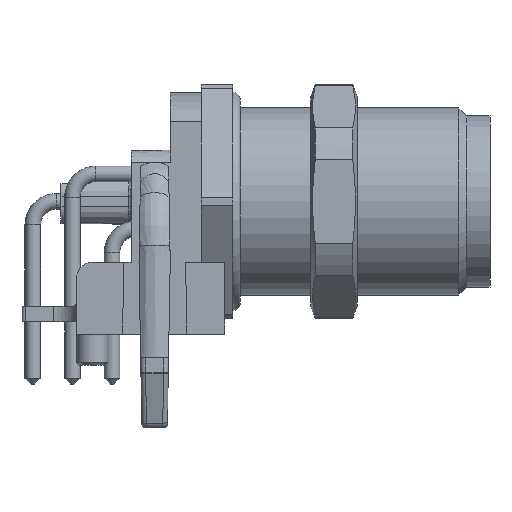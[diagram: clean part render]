
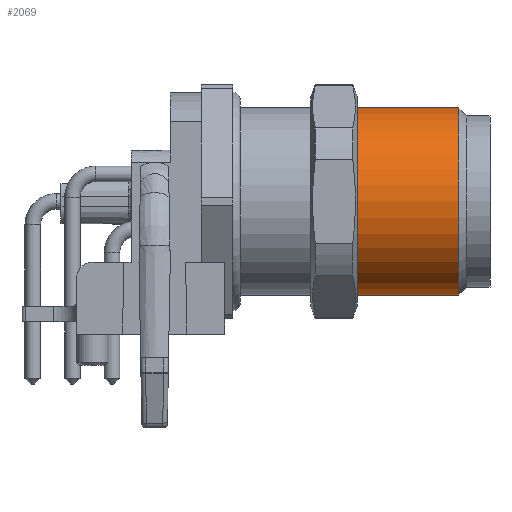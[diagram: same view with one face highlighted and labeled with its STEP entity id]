
A CAD part, left-side view. The second image highlights one B-rep face of the part: STEP entity #2069.
In plain terms, the highlighted cylindrical face has radius 6 mm (diameter 12 mm), a full revolution.
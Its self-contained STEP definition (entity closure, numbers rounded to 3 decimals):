
#2069=ADVANCED_FACE('',(#2481,#2482),#2378,.T.);
#2378=CYLINDRICAL_SURFACE('',#6982,6.);
#2481=FACE_BOUND('',#2712,.T.);
#2482=FACE_BOUND('',#2713,.T.);
#2712=EDGE_LOOP('',(#3635));
#2713=EDGE_LOOP('',(#3636));
#3635=ORIENTED_EDGE('',*,*,#5940,.T.);
#3636=ORIENTED_EDGE('',*,*,#5941,.F.);
#5198=VERTEX_POINT('',#10438);
#5199=VERTEX_POINT('',#10440);
#5940=EDGE_CURVE('',#5198,#5198,#6662,.T.);
#5941=EDGE_CURVE('',#5199,#5199,#6663,.T.);
#6662=CIRCLE('',#6980,6.);
#6663=CIRCLE('',#6981,6.);
#6980=AXIS2_PLACEMENT_3D('',#10437,#7924,#7925);
#6981=AXIS2_PLACEMENT_3D('',#10439,#7926,#7927);
#6982=AXIS2_PLACEMENT_3D('',#10441,#7928,#7929);
#7924=DIRECTION('',(0.,-1.,0.));
#7925=DIRECTION('',(0.,0.,-1.));
#7926=DIRECTION('',(0.,-1.,0.));
#7927=DIRECTION('',(1.,0.,0.));
#7928=DIRECTION('',(0.,-1.,0.));
#7929=DIRECTION('',(-1.,0.,0.));
#10437=CARTESIAN_POINT('',(0.,-10.,0.));
#10438=CARTESIAN_POINT('',(0.,-10.,-6.));
#10439=CARTESIAN_POINT('',(0.,-16.5,0.));
#10440=CARTESIAN_POINT('',(6.,-16.5,0.));
#10441=CARTESIAN_POINT('',(0.,-18.5,0.));
